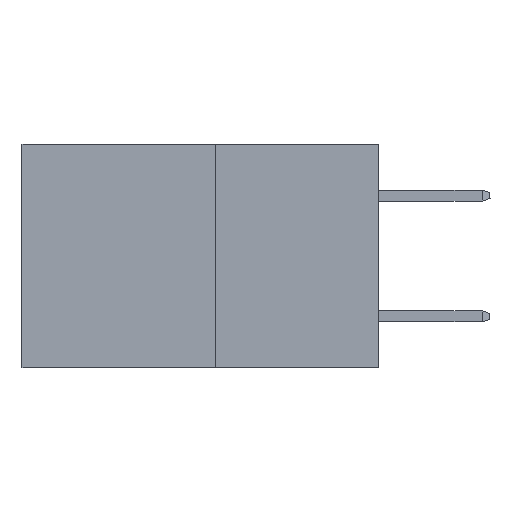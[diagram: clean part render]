
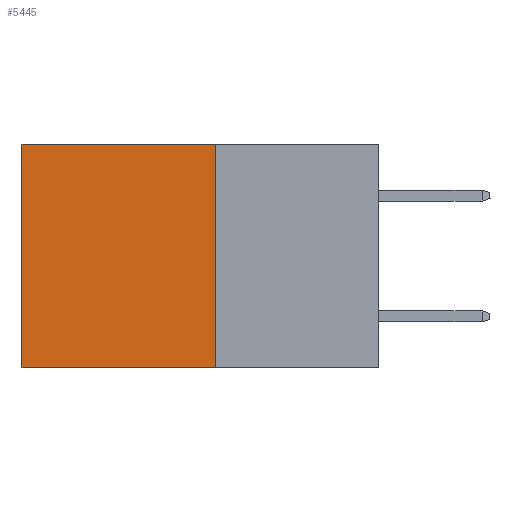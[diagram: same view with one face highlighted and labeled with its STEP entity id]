
A CAD part, left-side view. The second image highlights one B-rep face of the part: STEP entity #5445.
In plain terms, the highlighted planar face has unit normal (-1, 0, 0).
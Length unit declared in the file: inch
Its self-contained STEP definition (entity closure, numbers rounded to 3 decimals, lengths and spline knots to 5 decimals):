
#1176 = ORIENTED_EDGE ( 'NONE', *, *, #11337, .F. ) ;
#2336 = ORIENTED_EDGE ( 'NONE', *, *, #19699, .F. ) ;
#2679 = EDGE_CURVE ( 'NONE', #22168, #3882, #3965, .T. ) ;
#3882 = VERTEX_POINT ( 'NONE', #3889 ) ;
#3889 = CARTESIAN_POINT ( 'NONE',  ( 0.277, 0.59, -0.37 ) ) ;
#3965 = LINE ( 'NONE', #6478, #9134 ) ;
#5096 = FACE_OUTER_BOUND ( 'NONE', #18188, .T. ) ;
#5279 = DIRECTION ( 'NONE',  ( 0., 1., 0. ) ) ;
#5445 = ADVANCED_FACE ( 'NONE', ( #5096 ), #19809, .F. ) ;
#5570 = DIRECTION ( 'NONE',  ( 0., 1., 0. ) ) ;
#5944 = ORIENTED_EDGE ( 'NONE', *, *, #2679, .T. ) ;
#6478 = CARTESIAN_POINT ( 'NONE',  ( 0.277, 0.59, -0.37 ) ) ;
#9134 = VECTOR ( 'NONE', #16508, 39.37008 ) ;
#11304 = VERTEX_POINT ( 'NONE', #12838 ) ;
#11337 = EDGE_CURVE ( 'NONE', #11304, #3882, #21823, .T. ) ;
#11697 = LINE ( 'NONE', #19117, #20573 ) ;
#12838 = CARTESIAN_POINT ( 'NONE',  ( 0.277, 0.27, -0.37 ) ) ;
#13492 = DIRECTION ( 'NONE',  ( 0., 0., -1. ) ) ;
#14238 = AXIS2_PLACEMENT_3D ( 'NONE', #20486, #19047, #18989 ) ;
#15131 = CARTESIAN_POINT ( 'NONE',  ( 0.277, 0.27, 0. ) ) ;
#15442 = CARTESIAN_POINT ( 'NONE',  ( 0.277, 0.27, 0. ) ) ;
#15778 = VECTOR ( 'NONE', #5570, 39.37008 ) ;
#16383 = LINE ( 'NONE', #15131, #15778 ) ;
#16508 = DIRECTION ( 'NONE',  ( 0., 0., -1. ) ) ;
#16778 = CARTESIAN_POINT ( 'NONE',  ( 0.277, 0.27, -0.37 ) ) ;
#18188 = EDGE_LOOP ( 'NONE', ( #5944, #1176, #2336, #22107 ) ) ;
#18989 = DIRECTION ( 'NONE',  ( 0., 0., -1. ) ) ;
#19047 = DIRECTION ( 'NONE',  ( 1., 0., 0. ) ) ;
#19117 = CARTESIAN_POINT ( 'NONE',  ( 0.277, 0.27, -0.37 ) ) ;
#19699 = EDGE_CURVE ( 'NONE', #21853, #11304, #11697, .T. ) ;
#19809 = PLANE ( 'NONE',  #14238 ) ;
#20486 = CARTESIAN_POINT ( 'NONE',  ( 0.277, 0.27, -0.37 ) ) ;
#20573 = VECTOR ( 'NONE', #13492, 39.37008 ) ;
#21823 = LINE ( 'NONE', #16778, #22392 ) ;
#21853 = VERTEX_POINT ( 'NONE', #15442 ) ;
#22107 = ORIENTED_EDGE ( 'NONE', *, *, #23027, .T. ) ;
#22168 = VERTEX_POINT ( 'NONE', #23661 ) ;
#22392 = VECTOR ( 'NONE', #5279, 39.37008 ) ;
#23027 = EDGE_CURVE ( 'NONE', #21853, #22168, #16383, .T. ) ;
#23661 = CARTESIAN_POINT ( 'NONE',  ( 0.277, 0.59, 0. ) ) ;
